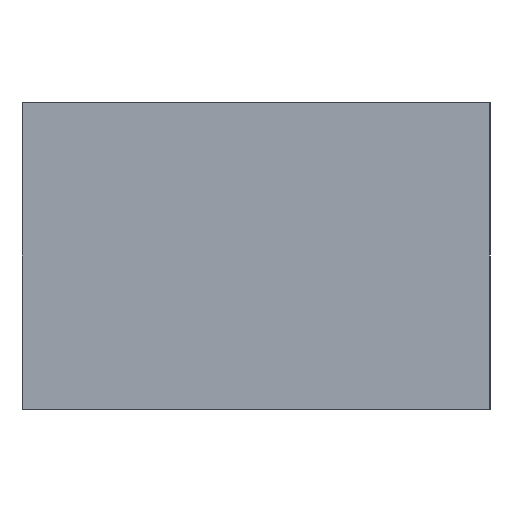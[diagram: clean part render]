
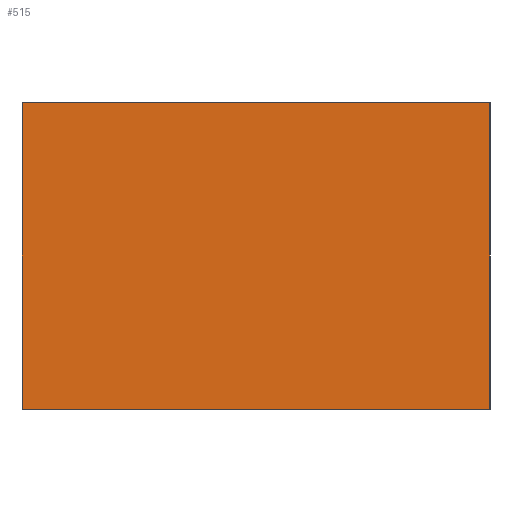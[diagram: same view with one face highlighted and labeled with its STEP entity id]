
A CAD part, left-side view. The second image highlights one B-rep face of the part: STEP entity #515.
In plain terms, the highlighted planar face has unit normal (-1, 0, 0).
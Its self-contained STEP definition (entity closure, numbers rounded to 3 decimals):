
#11 = LINE ( 'NONE', #136, #1177 ) ;
#20 = DIRECTION ( 'NONE',  ( 0., 1., 0. ) ) ;
#56 = EDGE_LOOP ( 'NONE', ( #666, #211, #547, #1348 ) ) ;
#71 = CARTESIAN_POINT ( 'NONE',  ( 0., 0., 0. ) ) ;
#89 = VECTOR ( 'NONE', #331, 1000. ) ;
#136 = CARTESIAN_POINT ( 'NONE',  ( 0., 0., 0.95 ) ) ;
#179 = EDGE_CURVE ( 'NONE', #771, #248, #655, .T. ) ;
#211 = ORIENTED_EDGE ( 'NONE', *, *, #222, .F. ) ;
#222 = EDGE_CURVE ( 'NONE', #248, #695, #816, .T. ) ;
#248 = VERTEX_POINT ( 'NONE', #321 ) ;
#321 = CARTESIAN_POINT ( 'NONE',  ( 0., 0., 0. ) ) ;
#323 = EDGE_CURVE ( 'NONE', #692, #771, #11, .T. ) ;
#331 = DIRECTION ( 'NONE',  ( 0., 0., 1. ) ) ;
#381 = DIRECTION ( 'NONE',  ( 1., 0., 0. ) ) ;
#457 = FACE_OUTER_BOUND ( 'NONE', #56, .T. ) ;
#515 = ADVANCED_FACE ( 'NONE', ( #457 ), #906, .F. ) ;
#547 = ORIENTED_EDGE ( 'NONE', *, *, #179, .F. ) ;
#548 = DIRECTION ( 'NONE',  ( 0., 0., -1. ) ) ;
#655 = LINE ( 'NONE', #663, #1065 ) ;
#663 = CARTESIAN_POINT ( 'NONE',  ( 0., 0., 0. ) ) ;
#666 = ORIENTED_EDGE ( 'NONE', *, *, #960, .F. ) ;
#691 = DIRECTION ( 'NONE',  ( 0., 0., -1. ) ) ;
#692 = VERTEX_POINT ( 'NONE', #705 ) ;
#695 = VERTEX_POINT ( 'NONE', #814 ) ;
#705 = CARTESIAN_POINT ( 'NONE',  ( 0., 1.45, 0.95 ) ) ;
#770 = DIRECTION ( 'NONE',  ( 0., -1., 0. ) ) ;
#771 = VERTEX_POINT ( 'NONE', #1132 ) ;
#814 = CARTESIAN_POINT ( 'NONE',  ( 0., 1.45, 0. ) ) ;
#815 = LINE ( 'NONE', #1067, #89 ) ;
#816 = LINE ( 'NONE', #1073, #933 ) ;
#906 = PLANE ( 'NONE',  #1267 ) ;
#933 = VECTOR ( 'NONE', #20, 1000. ) ;
#960 = EDGE_CURVE ( 'NONE', #695, #692, #815, .T. ) ;
#1065 = VECTOR ( 'NONE', #548, 1000. ) ;
#1067 = CARTESIAN_POINT ( 'NONE',  ( 0., 1.45, 0. ) ) ;
#1073 = CARTESIAN_POINT ( 'NONE',  ( 0., 0., 0. ) ) ;
#1132 = CARTESIAN_POINT ( 'NONE',  ( 0., 0., 0.95 ) ) ;
#1177 = VECTOR ( 'NONE', #770, 1000. ) ;
#1267 = AXIS2_PLACEMENT_3D ( 'NONE', #71, #381, #691 ) ;
#1348 = ORIENTED_EDGE ( 'NONE', *, *, #323, .F. ) ;
